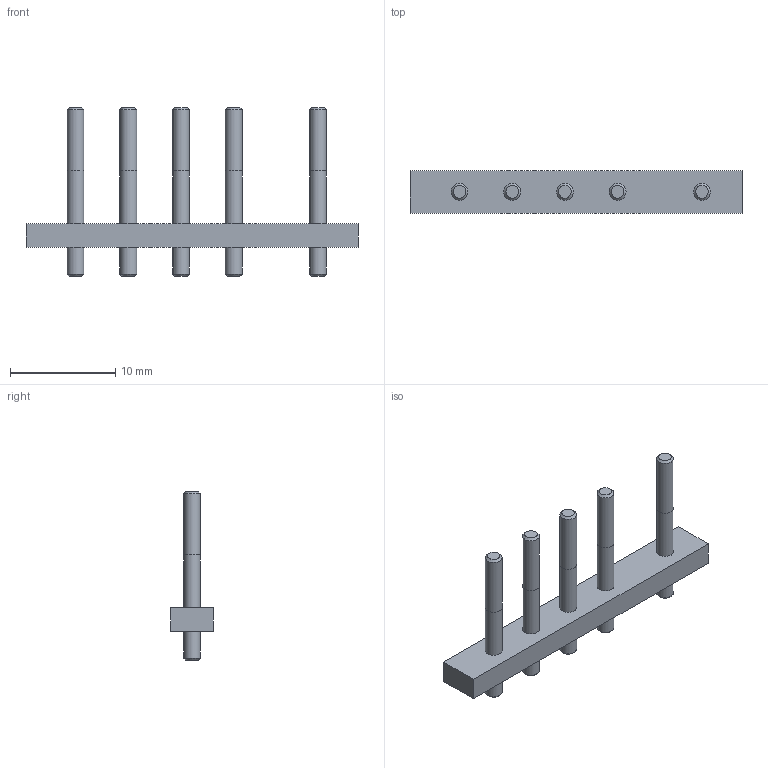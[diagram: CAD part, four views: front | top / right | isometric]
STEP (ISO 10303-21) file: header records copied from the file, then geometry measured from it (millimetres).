
FILE_DESCRIPTION(('FreeCAD Model'),'2;1');
FILE_NAME('Open CASCADE Shape Model','2024-01-13T16:57:48',('Author'),( ''),'Open CASCADE STEP processor 7.5','FreeCAD','Unknown');
FILE_SCHEMA(('AUTOMOTIVE_DESIGN { 1 0 10303 214 1 1 1 1 }'));
Length unit declared in the file: millimetre
Products named in the file (1): Body
Bounding box: 31.5 x 4 x 16 mm (x, y, z)
Volume: 420.8 mm3; surface area: 750.9 mm2
Topology: 1 solids, 1 shells, 41 faces, 72 edges, 43 vertices
Faces by surface type: plane 16, cylinder 15, cone 10
Full cylindrical faces by diameter (mm): 1.6 x15
Entity records: 1003 total; most frequent: DIRECTION 191, CARTESIAN_POINT 157, ORIENTED_EDGE 144, AXIS2_PLACEMENT_3D 77, EDGE_CURVE 72, FACE_BOUND 51, EDGE_LOOP 51, VERTEX_POINT 43
